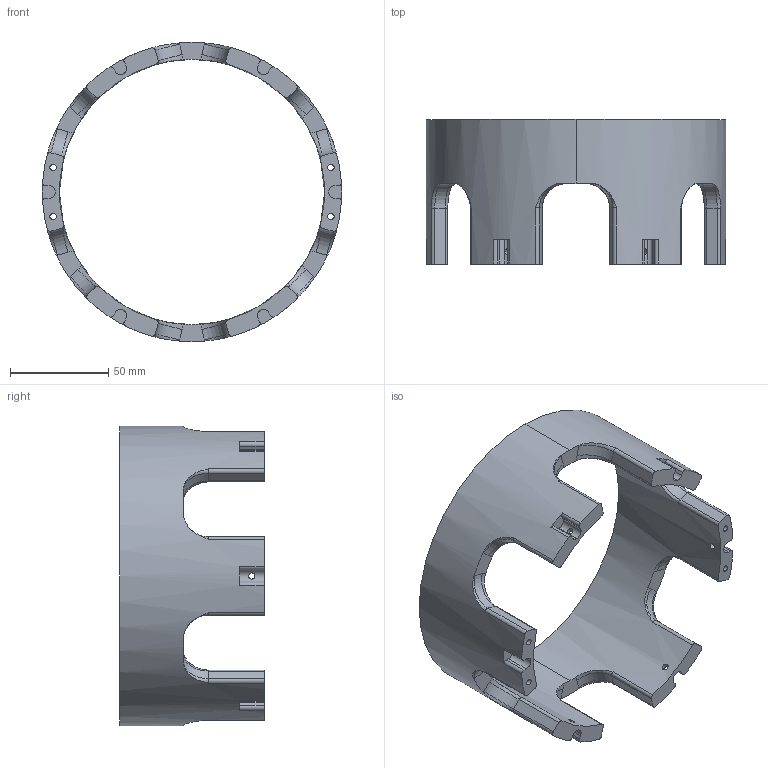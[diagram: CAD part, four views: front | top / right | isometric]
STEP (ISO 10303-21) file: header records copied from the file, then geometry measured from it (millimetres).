
FILE_DESCRIPTION (( 'STEP AP214' ), '1' );
FILE_NAME ('copvringv2.STEP', '2022-09-12T04:36:06', ( '' ), ( '' ), 'SwSTEP 2.0', 'SolidWorks 2021', '' );
FILE_SCHEMA (( 'AUTOMOTIVE_DESIGN' ));
Length unit declared in the file: inch
Products named in the file (1): copvringv2
Bounding box: 152.4 x 73.66 x 152.4 mm (x, y, z)
Volume: 208819.6 mm3; surface area: 63972.3 mm2
Topology: 1 solids, 1 shells, 161 faces, 452 edges, 290 vertices
Faces by surface type: cylinder 88, plane 43, torus 30
Entity records: 6412 total; most frequent: CARTESIAN_POINT 2088, DIRECTION 940, ORIENTED_EDGE 904, EDGE_CURVE 452, AXIS2_PLACEMENT_3D 380, VERTEX_POINT 290, CIRCLE 218, LINE 180
